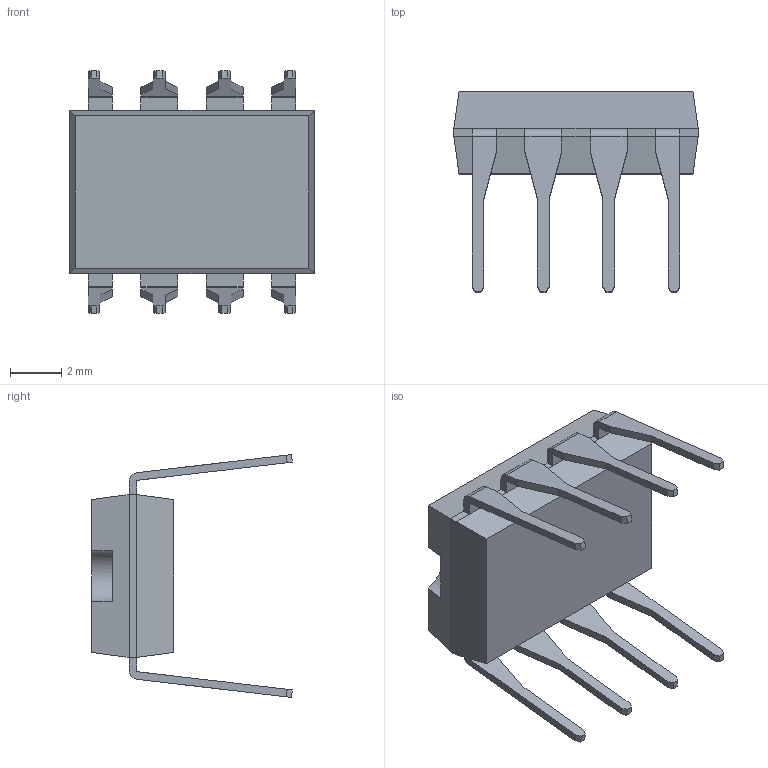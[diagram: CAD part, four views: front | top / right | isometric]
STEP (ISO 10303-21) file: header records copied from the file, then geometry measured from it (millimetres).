
FILE_DESCRIPTION (( 'STEP AP214' ), '1' );
FILE_NAME ('P82B715PN,112.STEP', '2019-03-27T10:26:33', ( '' ), ( '' ), 'SwSTEP 2.0', 'SolidWorks 2017', '' );
FILE_SCHEMA (( 'AUTOMOTIVE_DESIGN' ));
Length unit declared in the file: millimetre
Products named in the file (1): P82B715PN,112
Bounding box: 9.5 x 7.8 x 9.44 mm (x, y, z)
Volume: 193.7 mm3; surface area: 321 mm2
Topology: 9 solids, 9 shells, 136 faces, 346 edges, 228 vertices
Faces by surface type: plane 119, cylinder 17
Entity records: 5147 total; most frequent: CARTESIAN_POINT 717, ORIENTED_EDGE 692, DIRECTION 652, EDGE_CURVE 346, VECTOR 310, LINE 310, VERTEX_POINT 228, AXIS2_PLACEMENT_3D 171
